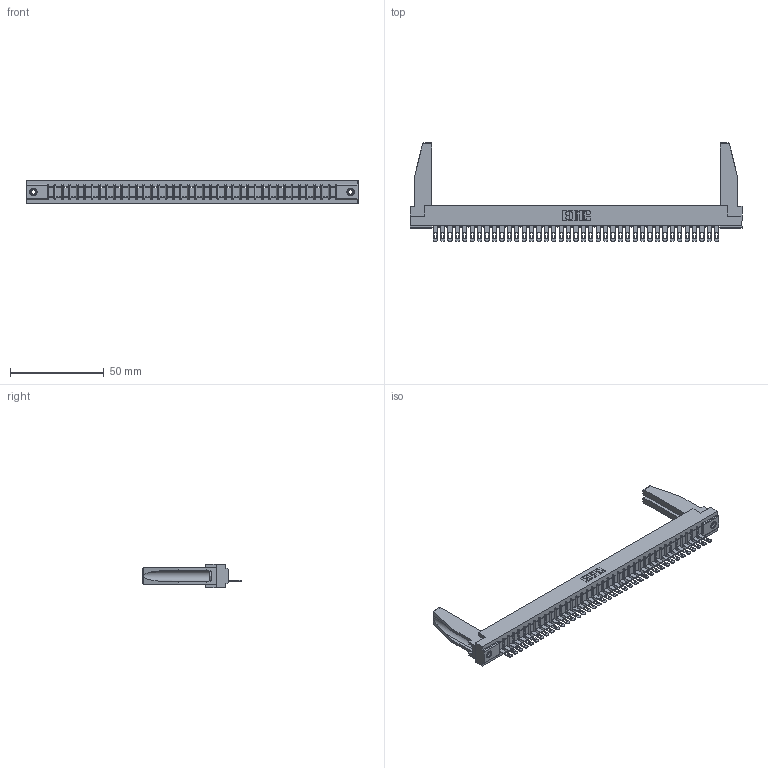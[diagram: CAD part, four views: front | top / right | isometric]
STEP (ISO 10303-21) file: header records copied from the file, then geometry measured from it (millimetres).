
FILE_DESCRIPTION (( 'STEP AP203' ), '1' );
FILE_NAME ('357-039-405-178.STEP', '2020-10-02T22:20:00', ( '' ), ( '' ), 'SwSTEP 2.0', 'SolidWorks 2020', '' );
FILE_SCHEMA (( 'CONFIG_CONTROL_DESIGN' ));
Length unit declared in the file: inch
Products named in the file (5): 357-039-405-178; 307-290-001_505; 307 Part_.156 Dia Mounting Holes; 345-250-001_345-250-001-102; 307-220-078
Assembly tree (44 placements, depth 2):
  357-039-405-178
    307 Part_.156 Dia Mounting Holes
    307-290-001_505  x39
    307-220-078  x2
    345-250-001_345-250-001-102  x2
Bounding box: 177.55 x 52.88 x 12.7 mm (x, y, z)
Volume: 22460.6 mm3; surface area: 23679.1 mm2
Topology: 44 solids, 44 shells, 2472 faces, 6971 edges, 4478 vertices
Faces by surface type: plane 1558, cylinder 818, sphere 80, cone 12, torus 4
Entity records: 36217 total; most frequent: CARTESIAN_POINT 6098, ORIENTED_EDGE 6040, DIRECTION 5890, EDGE_CURVE 3020, VECTOR 2318, LINE 2318, VERTEX_POINT 1952, AXIS2_PLACEMENT_3D 1786
